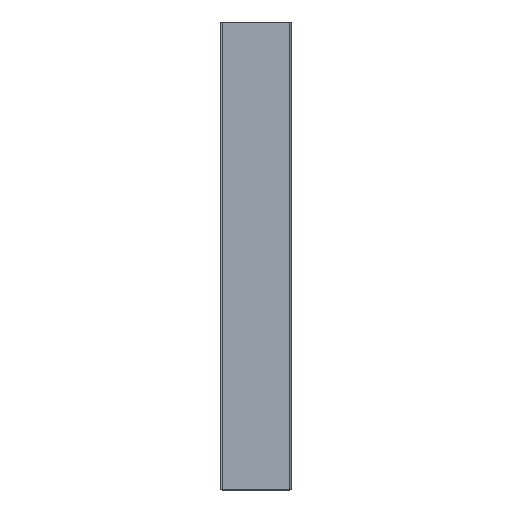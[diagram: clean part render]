
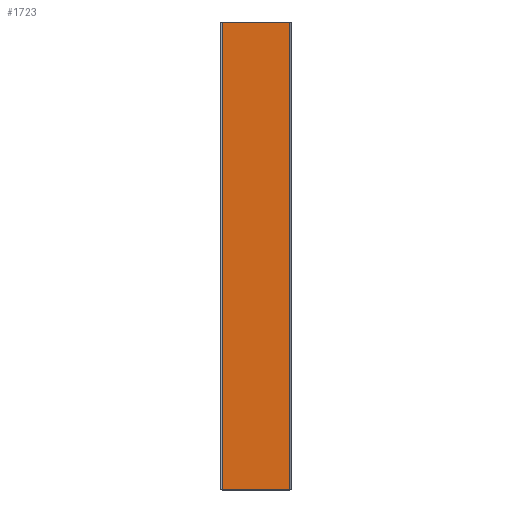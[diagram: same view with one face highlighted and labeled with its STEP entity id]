
A CAD part, top view. The second image highlights one B-rep face of the part: STEP entity #1723.
In plain terms, the highlighted planar face has unit normal (0, 0, 1).
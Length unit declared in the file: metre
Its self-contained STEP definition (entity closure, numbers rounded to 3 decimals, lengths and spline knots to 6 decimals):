
#258=ORIENTED_EDGE('',*,*,#640,.T.);
#259=ORIENTED_EDGE('',*,*,#631,.T.);
#260=ORIENTED_EDGE('',*,*,#641,.F.);
#261=ORIENTED_EDGE('',*,*,#634,.T.);
#631=EDGE_CURVE('',#824,#822,#995,.F.);
#634=EDGE_CURVE('',#826,#827,#998,.T.);
#640=EDGE_CURVE('',#827,#824,#1004,.F.);
#641=EDGE_CURVE('',#826,#822,#1005,.T.);
#822=VERTEX_POINT('',#2626);
#824=VERTEX_POINT('',#2629);
#826=VERTEX_POINT('',#2635);
#827=VERTEX_POINT('',#2636);
#995=LINE('',#2628,#1031);
#998=LINE('',#2634,#1034);
#1004=LINE('',#2646,#1040);
#1005=LINE('',#2647,#1041);
#1031=VECTOR('',#2086,1.);
#1034=VECTOR('',#2091,1.);
#1040=VECTOR('',#2101,1.);
#1041=VECTOR('',#2102,1.);
#1069=EDGE_LOOP('',(#258,#259,#260,#261));
#1387=FACE_BOUND('',#1069,.T.);
#1705=PLANE('',#1832);
#1723=ADVANCED_FACE('',(#1387),#1705,.F.);
#1832=AXIS2_PLACEMENT_3D('',#2645,#2099,#2100);
#2086=DIRECTION('',(1.,0.,0.));
#2091=DIRECTION('',(1.,0.,0.));
#2099=DIRECTION('',(0.,0.,-1.));
#2100=DIRECTION('',(1.,0.,0.));
#2101=DIRECTION('',(0.,-1.,0.));
#2102=DIRECTION('',(0.,1.,0.));
#2626=CARTESIAN_POINT('',(1.2142,-0.3048,0.001519));
#2628=CARTESIAN_POINT('',(0.863241,-0.3048,0.001519));
#2629=CARTESIAN_POINT('',(1.33215,-0.3048,0.001519));
#2634=CARTESIAN_POINT('',(0.863241,-1.1176,0.001519));
#2635=CARTESIAN_POINT('',(1.2142,-1.1176,0.001519));
#2636=CARTESIAN_POINT('',(1.33215,-1.1176,0.001519));
#2645=CARTESIAN_POINT('',(0.863241,-0.021326,0.001519));
#2646=CARTESIAN_POINT('',(1.33215,-0.819329,0.001519));
#2647=CARTESIAN_POINT('',(1.2142,-0.021326,0.001519));
